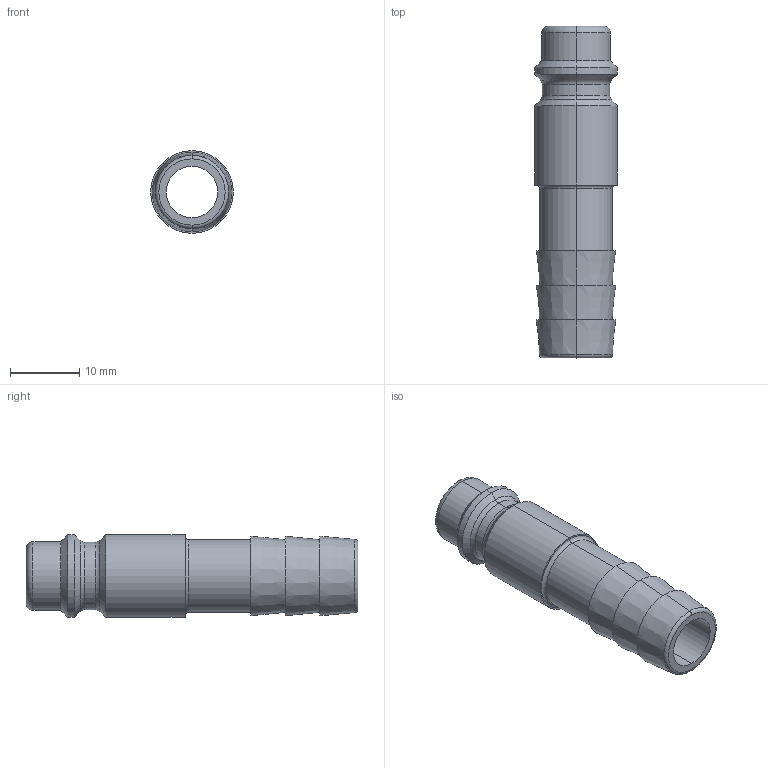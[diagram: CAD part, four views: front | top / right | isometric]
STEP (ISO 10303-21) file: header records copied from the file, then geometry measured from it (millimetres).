
FILE_DESCRIPTION (( 'STEP AP203' ), '1' );
FILE_NAME ('07261270.STEP', '2011-06-16T14:15:44', ( 'SP' ), ( 'sopra-pneumatic' ), 'SwSTEP 2.0', 'SolidWorks 2011', '' );
FILE_SCHEMA (( 'CONFIG_CONTROL_DESIGN' ));
Length unit declared in the file: millimetre
Products named in the file (1): 07261270
Bounding box: 11.95 x 48 x 11.95 mm (x, y, z)
Volume: 2432.4 mm3; surface area: 2957.6 mm2
Topology: 1 solids, 1 shells, 40 faces, 80 edges, 46 vertices
Faces by surface type: cylinder 12, cone 12, torus 10, plane 6
Entity records: 1125 total; most frequent: DIRECTION 218, CARTESIAN_POINT 167, ORIENTED_EDGE 160, AXIS2_PLACEMENT_3D 97, EDGE_CURVE 80, CIRCLE 56, VERTEX_POINT 46, EDGE_LOOP 46
